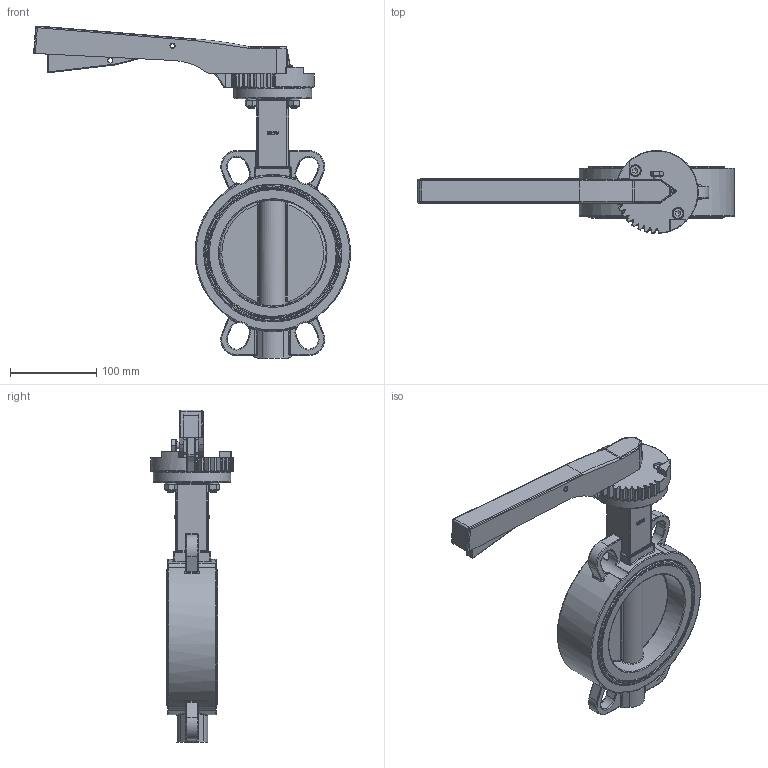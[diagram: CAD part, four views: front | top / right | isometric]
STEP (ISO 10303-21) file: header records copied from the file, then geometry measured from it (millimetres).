
FILE_DESCRIPTION(('HOOPS Exchange Step'),'2;1');
FILE_NAME('AK05_DN125.stp','2025-07-21T08:32:50+02:00',('nieru'),('Unknown organisation'),'HOOPS Exchange 2024.2','HOOPS Exchange','Unknown authorisation');
FILE_SCHEMA( ('AP203_CONFIGURATION_CONTROLLED_3D_DESIGN_OF_MECHANICAL_PARTS_AND_ASSEMBLIES_MIM_LF') );
Length unit declared in the file: millimetre
Products named in the file (2): 0; root
Assembly tree (1 placements, depth 2):
  root
    0
Bounding box: 367.01 x 95.91 x 384.49 mm (x, y, z)
Volume: 1509630.7 mm3; surface area: 227912.3 mm2
Topology: 1 solids, 2 shells, 1374 faces, 3554 edges, 2198 vertices
Faces by surface type: cylinder 526, plane 365, torus 190, bspline 157, sphere 116, cone 20
Full cylindrical faces by diameter (mm): 6 x3, 6.647 x1, 8 x5, 9 x4, 13 x3, 13.5 x2, 20 x1, 32 x1, 90 x1, 123.8 x1, 158 x2
Entity records: 107955 total; most frequent: CARTESIAN_POINT 77787, ORIENTED_EDGE 7098, DIRECTION 4481, EDGE_CURVE 3549, VERTEX_POINT 2198, B_SPLINE_CURVE_WITH_KNOTS 1805, AXIS2_PLACEMENT_3D 1596, EDGE_LOOP 1425
